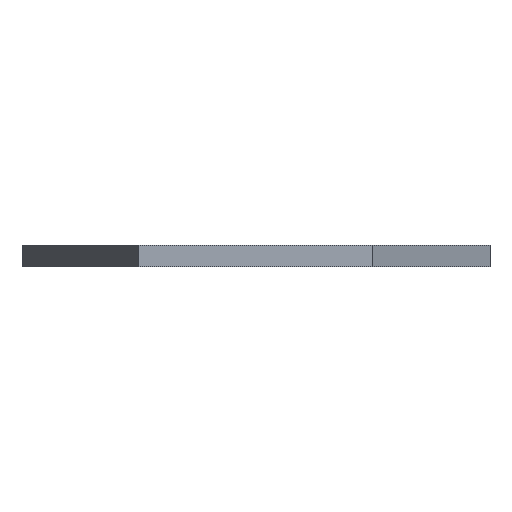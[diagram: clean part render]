
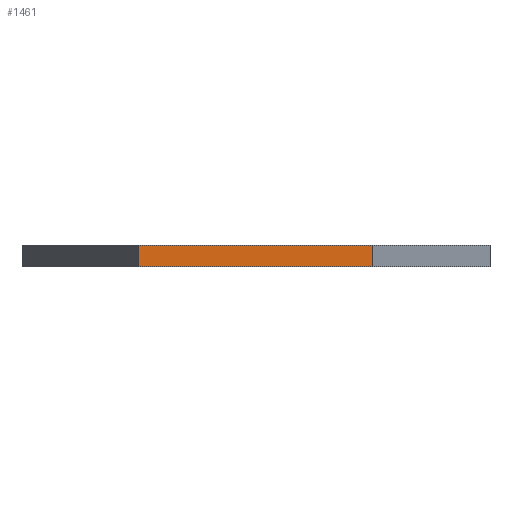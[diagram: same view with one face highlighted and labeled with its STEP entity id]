
A CAD part, left-side view. The second image highlights one B-rep face of the part: STEP entity #1461.
In plain terms, the highlighted planar face has unit normal (-1, 0, 0).
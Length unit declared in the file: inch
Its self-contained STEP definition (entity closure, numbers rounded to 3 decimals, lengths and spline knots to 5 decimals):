
#1398=CARTESIAN_POINT('',(-0.5,-0.5,0.188));
#1399=VERTEX_POINT('',#1398);
#1406=CARTESIAN_POINT('',(-0.5,-0.5,0.0));
#1407=VERTEX_POINT('',#1406);
#1408=CARTESIAN_POINT('',(-0.5,-0.5,0.0));
#1409=DIRECTION('',(0.0,0.0,1.0));
#1410=VECTOR('',#1409,0.188);
#1411=LINE('',#1408,#1410);
#1412=EDGE_CURVE('',#1407,#1399,#1411,.T.);
#1431=CARTESIAN_POINT('',(-0.5,-0.5,0.0));
#1432=DIRECTION('',(-1.0,0.0,0.0));
#1433=DIRECTION('',(0.0,0.0,1.0));
#1434=AXIS2_PLACEMENT_3D('',#1431,#1432,#1433);
#1435=PLANE('',#1434);
#1436=CARTESIAN_POINT('',(-0.5,1.5,0.188));
#1437=VERTEX_POINT('',#1436);
#1438=CARTESIAN_POINT('',(-0.5,-0.5,0.188));
#1439=DIRECTION('',(0.0,1.0,0.0));
#1440=VECTOR('',#1439,2.0);
#1441=LINE('',#1438,#1440);
#1442=EDGE_CURVE('',#1399,#1437,#1441,.T.);
#1443=ORIENTED_EDGE('',*,*,#1442,.T.);
#1444=CARTESIAN_POINT('',(-0.5,1.5,0.0));
#1445=VERTEX_POINT('',#1444);
#1446=CARTESIAN_POINT('',(-0.5,1.5,0.0));
#1447=DIRECTION('',(0.0,0.0,1.0));
#1448=VECTOR('',#1447,0.188);
#1449=LINE('',#1446,#1448);
#1450=EDGE_CURVE('',#1445,#1437,#1449,.T.);
#1451=ORIENTED_EDGE('',*,*,#1450,.F.);
#1452=CARTESIAN_POINT('',(-0.5,1.5,0.0));
#1453=DIRECTION('',(0.0,-1.0,0.0));
#1454=VECTOR('',#1453,2.0);
#1455=LINE('',#1452,#1454);
#1456=EDGE_CURVE('',#1445,#1407,#1455,.T.);
#1457=ORIENTED_EDGE('',*,*,#1456,.T.);
#1458=ORIENTED_EDGE('',*,*,#1412,.T.);
#1459=EDGE_LOOP('',(#1443,#1451,#1457,#1458));
#1460=FACE_OUTER_BOUND('',#1459,.T.);
#1461=ADVANCED_FACE('',(#1460),#1435,.T.);
